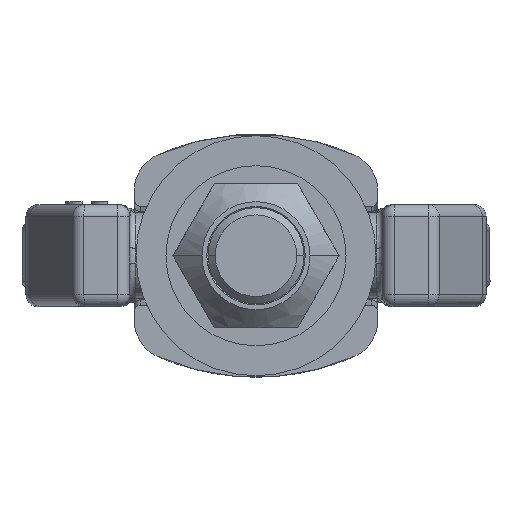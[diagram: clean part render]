
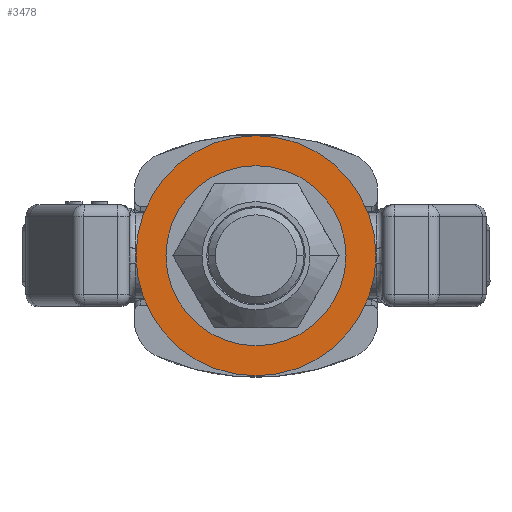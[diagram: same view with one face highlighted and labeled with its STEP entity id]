
A CAD part, front view. The second image highlights one B-rep face of the part: STEP entity #3478.
In plain terms, the highlighted planar face has unit normal (0, -1, 0).
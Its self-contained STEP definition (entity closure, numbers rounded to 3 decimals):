
#3253=CARTESIAN_POINT('',(0.,-5.,0.));
#3254=DIRECTION('',(0.,1.,0.));
#3255=DIRECTION('',(0.,0.,-1.));
#3256=AXIS2_PLACEMENT_3D('',#3253,#3254,#3255);
#3258=CARTESIAN_POINT('',(0.,-5.,0.));
#3259=DIRECTION('',(0.,-1.,0.));
#3260=DIRECTION('',(0.,0.,-1.));
#3261=AXIS2_PLACEMENT_3D('',#3258,#3259,#3260);
#3263=CARTESIAN_POINT('',(0.,-5.,0.));
#3264=DIRECTION('',(0.,1.,0.));
#3265=DIRECTION('',(0.,0.,-1.));
#3266=AXIS2_PLACEMENT_3D('',#3263,#3264,#3265);
#3268=CARTESIAN_POINT('',(0.,-5.,0.));
#3269=DIRECTION('',(0.,-1.,0.));
#3270=DIRECTION('',(0.,0.,-1.));
#3271=AXIS2_PLACEMENT_3D('',#3268,#3269,#3270);
#3407=CARTESIAN_POINT('',(0.,-5.,-8.));
#3408=VERTEX_POINT('',#3407);
#3409=CARTESIAN_POINT('',(0.,-5.,-20.));
#3411=VERTEX_POINT('',#3409);
#3427=CARTESIAN_POINT('',(0.,-5.,8.));
#3428=VERTEX_POINT('',#3427);
#3429=CARTESIAN_POINT('',(0.,-5.,20.));
#3431=VERTEX_POINT('',#3429);
#3463=CARTESIAN_POINT('',(0.,-5.,0.));
#3464=DIRECTION('',(0.,-1.,0.));
#3465=DIRECTION('',(0.,0.,1.));
#3466=AXIS2_PLACEMENT_3D('',#3463,#3464,#3465);
#3467=PLANE('',#3466);
#3468=ORIENTED_EDGE('',*,*,#3455,.F.);
#3469=ORIENTED_EDGE('',*,*,#3444,.T.);
#3470=EDGE_LOOP('',(#3468,#3469));
#3471=FACE_OUTER_BOUND('',#3470,.F.);
#3473=ORIENTED_EDGE('',*,*,#3472,.F.);
#3475=ORIENTED_EDGE('',*,*,#3474,.T.);
#3476=EDGE_LOOP('',(#3473,#3475));
#3477=FACE_BOUND('',#3476,.F.);
#3478=ADVANCED_FACE('',(#3471,#3477),#3467,.T.);
#3257=CIRCLE('',#3256,20.);
#3262=CIRCLE('',#3261,20.);
#3267=CIRCLE('',#3266,8.);
#3272=CIRCLE('',#3271,8.);
#3444=EDGE_CURVE('',#3411,#3431,#3257,.T.);
#3455=EDGE_CURVE('',#3411,#3431,#3262,.T.);
#3472=EDGE_CURVE('',#3408,#3428,#3267,.T.);
#3474=EDGE_CURVE('',#3408,#3428,#3272,.T.);
